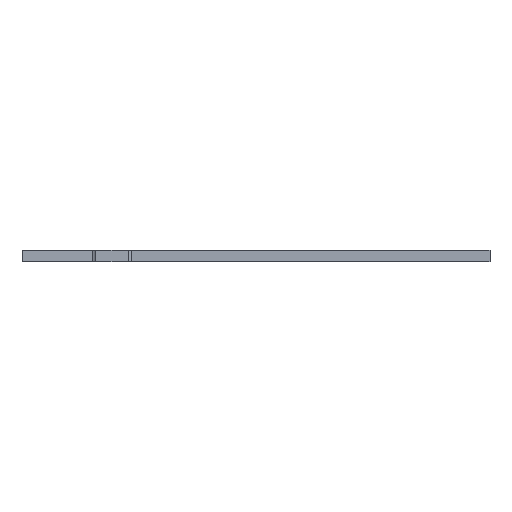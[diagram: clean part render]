
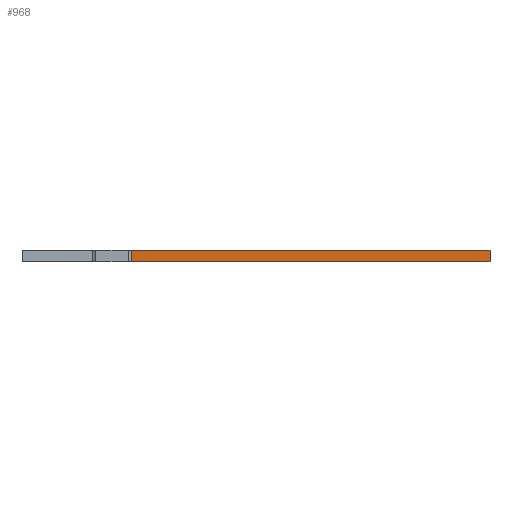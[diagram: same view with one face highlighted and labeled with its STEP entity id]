
A CAD part, left-side view. The second image highlights one B-rep face of the part: STEP entity #968.
In plain terms, the highlighted planar face has unit normal (-1, 0, 0).
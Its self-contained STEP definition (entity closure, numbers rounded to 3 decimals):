
#100 = VERTEX_POINT('',#101);
#101 = CARTESIAN_POINT('',(288.,2.5,1.5));
#107 = EDGE_CURVE('',#100,#108,#110,.T.);
#108 = VERTEX_POINT('',#109);
#109 = CARTESIAN_POINT('',(288.,97.,1.5));
#110 = LINE('',#111,#112);
#111 = CARTESIAN_POINT('',(288.,2.5,1.5));
#112 = VECTOR('',#113,1.);
#113 = DIRECTION('',(0.,1.,0.));
#926 = VERTEX_POINT('',#927);
#927 = CARTESIAN_POINT('',(288.,2.5,4.5));
#933 = EDGE_CURVE('',#100,#926,#934,.T.);
#934 = LINE('',#935,#936);
#935 = CARTESIAN_POINT('',(288.,2.5,1.5));
#936 = VECTOR('',#937,1.);
#937 = DIRECTION('',(0.,0.,1.));
#968 = ADVANCED_FACE('',(#969),#987,.T.);
#969 = FACE_BOUND('',#970,.T.);
#970 = EDGE_LOOP('',(#971,#972,#973,#981));
#971 = ORIENTED_EDGE('',*,*,#107,.F.);
#972 = ORIENTED_EDGE('',*,*,#933,.T.);
#973 = ORIENTED_EDGE('',*,*,#974,.T.);
#974 = EDGE_CURVE('',#926,#975,#977,.T.);
#975 = VERTEX_POINT('',#976);
#976 = CARTESIAN_POINT('',(288.,97.,4.5));
#977 = LINE('',#978,#979);
#978 = CARTESIAN_POINT('',(288.,2.5,4.5));
#979 = VECTOR('',#980,1.);
#980 = DIRECTION('',(0.,1.,0.));
#981 = ORIENTED_EDGE('',*,*,#982,.F.);
#982 = EDGE_CURVE('',#108,#975,#983,.T.);
#983 = LINE('',#984,#985);
#984 = CARTESIAN_POINT('',(288.,97.,1.5));
#985 = VECTOR('',#986,1.);
#986 = DIRECTION('',(0.,0.,1.));
#987 = PLANE('',#988);
#988 = AXIS2_PLACEMENT_3D('',#989,#990,#991);
#989 = CARTESIAN_POINT('',(288.,2.5,1.5));
#990 = DIRECTION('',(-1.,0.,0.));
#991 = DIRECTION('',(0.,1.,0.));
